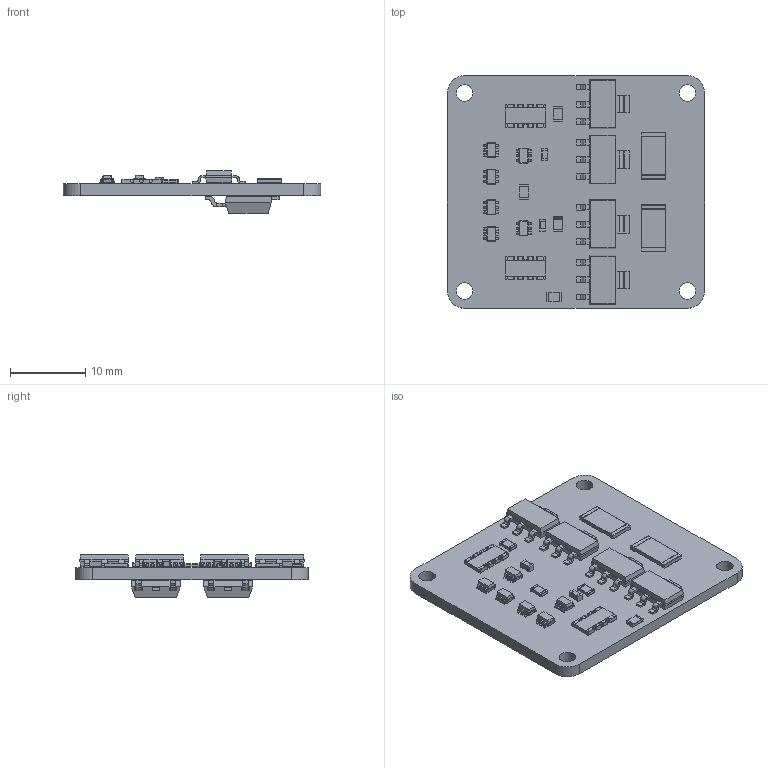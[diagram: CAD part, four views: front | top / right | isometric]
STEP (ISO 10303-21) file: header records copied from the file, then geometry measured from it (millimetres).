
FILE_DESCRIPTION(('KiCad electronic assembly'),'2;1');
FILE_NAME('bipolar_input_opamp_style_power_amp.step', '2024-11-09T17:17:13',('Pcbnew'),('Kicad'), 'Open CASCADE STEP processor 7.7','KiCad to STEP converter','Unknown' );
FILE_SCHEMA(('AUTOMOTIVE_DESIGN { 1 0 10303 214 1 1 1 1 }'));
Length unit declared in the file: millimetre
Products named in the file (16): bipolar_input_opamp_style_power_amp 1; SOT-363_SC-70-6; SOT_363_SC_70_6; R_Array_Convex_4x1206; C_0603_1608Metric; R_2512_6332Metric; R_0805_2012Metric; SOT-223; SOT_223; TO-252-2; CQ assembly; bipolar_input_opamp_style_power_amp_PCB
Assembly tree (30 placements, depth 3):
  bipolar_input_opamp_style_power_amp 1
    SOT-363_SC-70-6  x6
      SOT_363_SC_70_6
    R_Array_Convex_4x1206  x2
      R_Array_Convex_4x1206
    C_0603_1608Metric  x2
      C_0603_1608Metric
    R_2512_6332Metric  x2
      R_2512_6332Metric
    R_0805_2012Metric  x4
      R_0805_2012Metric
    SOT-223  x4
      SOT_223
    TO-252-2  x2
      CQ assembly
    bipolar_input_opamp_style_power_amp_PCB
Bounding box: 34.29 x 30.99 x 5.72 mm (x, y, z)
Volume: 2075.2 mm3; surface area: 3468.2 mm2
Topology: 31 solids, 31 shells, 1848 faces, 4852 edges, 3072 vertices
Faces by surface type: plane 1150, cylinder 454, bspline 244
Full cylindrical faces by diameter (mm): 1 x2, 2.2 x4
Entity records: 22235 total; most frequent: CARTESIAN_POINT 3444, ORIENTED_EDGE 3200, DIRECTION 3036, EDGE_CURVE 1600, LINE 1220, VECTOR 1220, VERTEX_POINT 1036, AXIS2_PLACEMENT_3D 908
